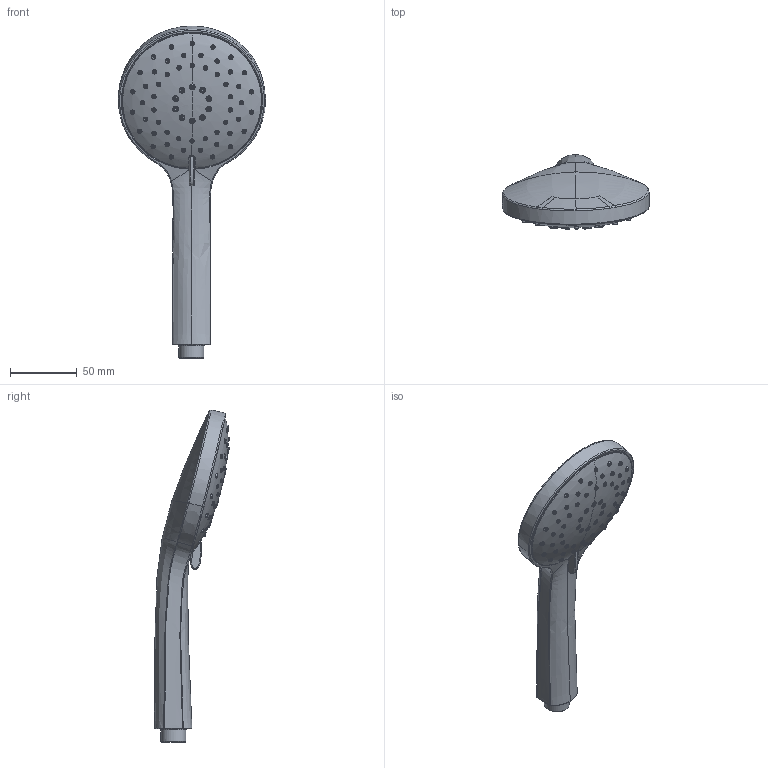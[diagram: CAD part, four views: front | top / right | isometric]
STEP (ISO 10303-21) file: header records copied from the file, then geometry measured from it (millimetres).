
FILE_DESCRIPTION(/* description */ (''),/* implementation_level */ '2;1');
FILE_NAME(/* name */ '3D_TVS000008000_Universal.step',/* time_stamp */ '2023-01-16T17:43:57+01:00',/* author */ (''),/* organization */ (''),/* preprocessor_version */ 'ST-DEVELOPER v19.2',/* originating_system */ 'Autodesk Translation Framework v11.17.0.187',/* authorisation */ '');
FILE_SCHEMA (('AUTOMOTIVE_DESIGN { 1 0 10303 214 3 1 1 }'));
Products named in the file (6): (Nicht gespeichert); P80300-001; P80300-011_ASM; P80300-005_ASM; P80300-003; P80300-004
Assembly tree (5 placements, depth 4):
  (Nicht gespeichert)
    P80300-001
    P80300-011_ASM
      P80300-005_ASM
        P80300-003
        P80300-004
Bounding box: 109.89 x 56.07 x 248.01 mm (x, y, z)
Volume: 254707.4 mm3; surface area: 64592.2 mm2
Topology: 3 solids, 4 shells, 923 faces, 2321 edges, 1518 vertices
Faces by surface type: bspline 506, cone 215, plane 84, torus 70, cylinder 46, sphere 2
Full cylindrical faces by diameter (mm): 5.2 x3, 6.2 x3, 18.631 x1, 95.8 x1, 96.8 x1, 101.6 x1, 104.32 x1
Entity records: 142212 total; most frequent: CARTESIAN_POINT 123185, ORIENTED_EDGE 4511, DIRECTION 2832, EDGE_CURVE 2319, VERTEX_POINT 1518, AXIS2_PLACEMENT_3D 1262, EDGE_LOOP 1215, B_SPLINE_CURVE_WITH_KNOTS 1177
